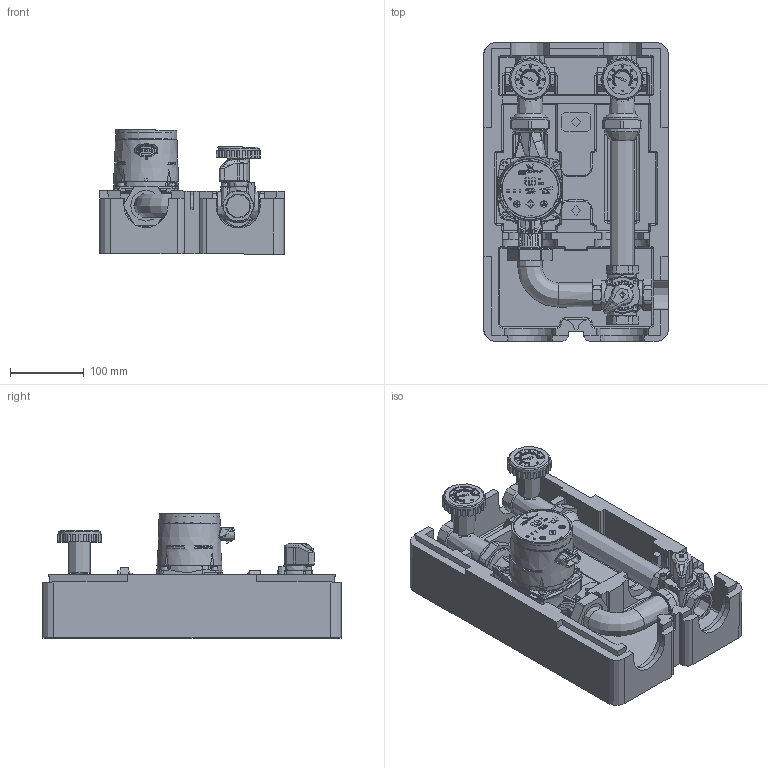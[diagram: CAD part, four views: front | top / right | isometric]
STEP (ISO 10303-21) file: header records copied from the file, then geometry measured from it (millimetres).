
FILE_DESCRIPTION(/* description */ (''),/* implementation_level */ '2;1');
FILE_NAME(/* name */ 'SMR4125-DN25_Grundfos_bez pokrywy.stp',/* time_stamp */ '2015-11-26T21:37:07+01:00',/* author */ ('ARTUR'),/* organization */ (''),/* preprocessor_version */ 'ST-DEVELOPER v15.6',/* originating_system */ 'Autodesk Inventor 2015',/* authorisation */ '');
FILE_SCHEMA (('CONFIG_CONTROL_DESIGN'));
Products named in the file (1): SMR4125-DN25_Grundfos_bez pokrywy
Bounding box: 250.39 x 405 x 168.55 mm (x, y, z)
Volume: 5541039.6 mm3; surface area: 651721.9 mm2
Topology: 1 solids, 1 shells, 4175 faces, 11476 edges, 7487 vertices
Faces by surface type: plane 2439, cylinder 772, bspline 693, cone 150, torus 74, sphere 47
Full cylindrical faces by diameter (mm): 4.917 x2, 6.5 x2, 8.5 x5, 9 x1, 10 x2, 12 x1, 13 x2, 13.654 x2, 20 x1, 25 x2, 30 x2, 32 x2, 33 x5, 35 x2, 39 x4, 40 x1, 42 x3, 42.5 x1, 47 x1, 47.8 x2, 52 x2, 56 x2
Entity records: 160639 total; most frequent: CARTESIAN_POINT 56174, ORIENTED_EDGE 22596, DIRECTION 18525, EDGE_CURVE 11298, LINE 7451, VECTOR 7451, VERTEX_POINT 7445, AXIS2_PLACEMENT_3D 5537
